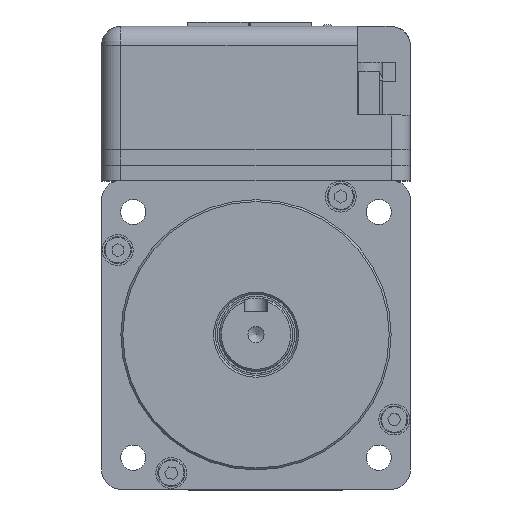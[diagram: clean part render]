
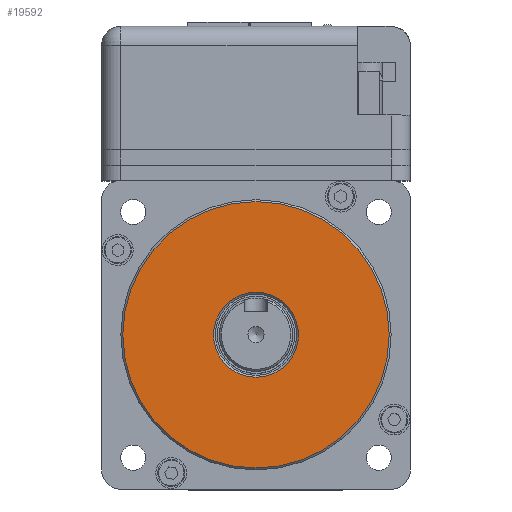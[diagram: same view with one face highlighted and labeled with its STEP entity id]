
A CAD part, top view. The second image highlights one B-rep face of the part: STEP entity #19592.
In plain terms, the highlighted planar face has unit normal (0, 0, 1).
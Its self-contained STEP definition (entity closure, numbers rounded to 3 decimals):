
#178 = DIRECTION ( 'NONE',  ( -1., 0., 0. ) ) ;
#425 = PLANE ( 'NONE',  #32237 ) ;
#723 = ORIENTED_EDGE ( 'NONE', *, *, #9806, .T. ) ;
#1122 = AXIS2_PLACEMENT_3D ( 'NONE', #29966, #11234, #27479 ) ;
#3150 = CARTESIAN_POINT ( 'NONE',  ( 0., 10.5, 19.5 ) ) ;
#3552 = FACE_BOUND ( 'NONE', #8129, .T. ) ;
#5807 = DIRECTION ( 'NONE',  ( 0., 0., 1. ) ) ;
#8129 = EDGE_LOOP ( 'NONE', ( #723 ) ) ;
#8902 = EDGE_CURVE ( 'NONE', #27689, #27689, #15375, .T. ) ;
#9069 = ORIENTED_EDGE ( 'NONE', *, *, #8902, .T. ) ;
#9806 = EDGE_CURVE ( 'NONE', #29113, #29113, #15740, .T. ) ;
#11234 = DIRECTION ( 'NONE',  ( 0., 0., -1. ) ) ;
#13273 = CARTESIAN_POINT ( 'NONE',  ( -11., 0., 19.5 ) ) ;
#15375 = CIRCLE ( 'NONE', #36003, 34.5 ) ;
#15622 = DIRECTION ( 'NONE',  ( 0., 0., -1. ) ) ;
#15740 = CIRCLE ( 'NONE', #1122, 11. ) ;
#19592 = ADVANCED_FACE ( 'NONE', ( #3552, #22692 ), #425, .F. ) ;
#21863 = CARTESIAN_POINT ( 'NONE',  ( -34.5, 0., 19.5 ) ) ;
#22692 = FACE_OUTER_BOUND ( 'NONE', #34258, .T. ) ;
#27479 = DIRECTION ( 'NONE',  ( -1., 0., 0. ) ) ;
#27689 = VERTEX_POINT ( 'NONE', #21863 ) ;
#29113 = VERTEX_POINT ( 'NONE', #13273 ) ;
#29966 = CARTESIAN_POINT ( 'NONE',  ( 0., 0., 19.5 ) ) ;
#32237 = AXIS2_PLACEMENT_3D ( 'NONE', #3150, #15622, #34982 ) ;
#34258 = EDGE_LOOP ( 'NONE', ( #9069 ) ) ;
#34338 = CARTESIAN_POINT ( 'NONE',  ( 0., 0., 19.5 ) ) ;
#34982 = DIRECTION ( 'NONE',  ( -1., 0., 0. ) ) ;
#36003 = AXIS2_PLACEMENT_3D ( 'NONE', #34338, #5807, #178 ) ;
